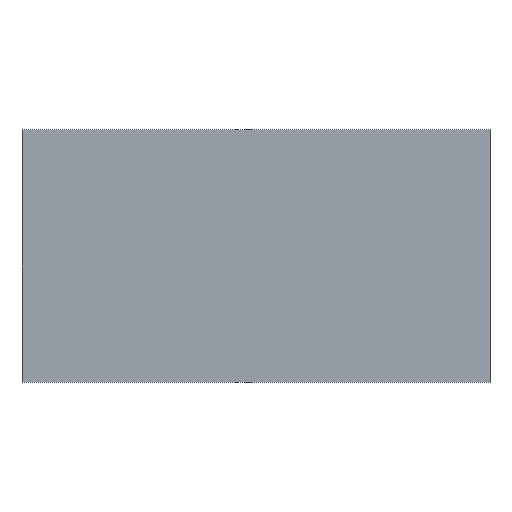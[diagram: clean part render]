
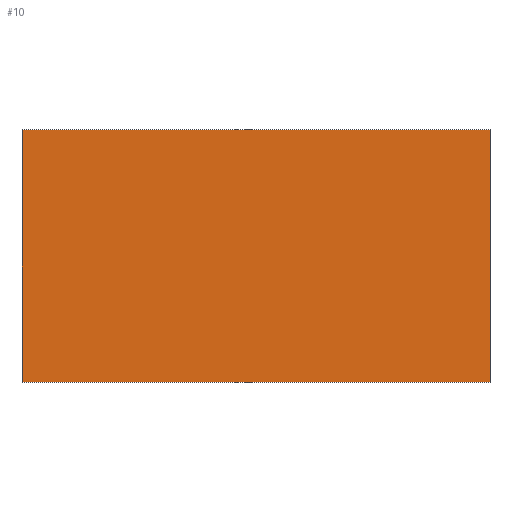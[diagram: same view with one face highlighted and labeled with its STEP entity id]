
A CAD part, top view. The second image highlights one B-rep face of the part: STEP entity #10.
In plain terms, the highlighted planar face has unit normal (0, 0, 1).
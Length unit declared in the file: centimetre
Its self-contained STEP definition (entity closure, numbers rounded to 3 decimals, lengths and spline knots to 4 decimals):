
#8 = ORIENTED_EDGE ( 'NONE', *, *, #90, .T. ) ;
#10 = ADVANCED_FACE ( 'NONE', ( #81 ), #24, .T. ) ;
#12 = LINE ( 'NONE', #44, #147 ) ;
#14 = CARTESIAN_POINT ( 'NONE',  ( 2.0706, 5.4964, 1. ) ) ;
#24 = PLANE ( 'NONE',  #86 ) ;
#25 = EDGE_CURVE ( 'NONE', #149, #117, #30, .T. ) ;
#26 = CARTESIAN_POINT ( 'NONE',  ( 0., 0., 1. ) ) ;
#27 = VERTEX_POINT ( 'NONE', #156 ) ;
#30 = LINE ( 'NONE', #58, #37 ) ;
#34 = DIRECTION ( 'NONE',  ( 0., 0., 1. ) ) ;
#37 = VECTOR ( 'NONE', #98, 100. ) ;
#44 = CARTESIAN_POINT ( 'NONE',  ( -9.2594, 5.4964, 1. ) ) ;
#51 = DIRECTION ( 'NONE',  ( 1., 0., 0. ) ) ;
#55 = CARTESIAN_POINT ( 'NONE',  ( -9.2594, 5.4964, 1. ) ) ;
#58 = CARTESIAN_POINT ( 'NONE',  ( -9.2594, 5.4964, 1. ) ) ;
#59 = LINE ( 'NONE', #99, #181 ) ;
#81 = FACE_OUTER_BOUND ( 'NONE', #164, .T. ) ;
#86 = AXIS2_PLACEMENT_3D ( 'NONE', #26, #34, #51 ) ;
#88 = CARTESIAN_POINT ( 'NONE',  ( 2.0706, -0.6255, 1. ) ) ;
#90 = EDGE_CURVE ( 'NONE', #167, #149, #59, .T. ) ;
#98 = DIRECTION ( 'NONE',  ( -1., 0., 0. ) ) ;
#99 = CARTESIAN_POINT ( 'NONE',  ( 2.0706, 5.4964, 1. ) ) ;
#105 = DIRECTION ( 'NONE',  ( 0., 1., 0. ) ) ;
#116 = CARTESIAN_POINT ( 'NONE',  ( -9.2594, -0.6255, 1. ) ) ;
#117 = VERTEX_POINT ( 'NONE', #55 ) ;
#119 = EDGE_CURVE ( 'NONE', #27, #167, #130, .T. ) ;
#124 = ORIENTED_EDGE ( 'NONE', *, *, #158, .T. ) ;
#130 = LINE ( 'NONE', #116, #162 ) ;
#147 = VECTOR ( 'NONE', #177, 100. ) ;
#149 = VERTEX_POINT ( 'NONE', #14 ) ;
#156 = CARTESIAN_POINT ( 'NONE',  ( -9.2594, -0.6255, 1. ) ) ;
#157 = DIRECTION ( 'NONE',  ( 1., 0., 0. ) ) ;
#158 = EDGE_CURVE ( 'NONE', #117, #27, #12, .T. ) ;
#162 = VECTOR ( 'NONE', #157, 100. ) ;
#164 = EDGE_LOOP ( 'NONE', ( #124, #180, #8, #184 ) ) ;
#167 = VERTEX_POINT ( 'NONE', #88 ) ;
#177 = DIRECTION ( 'NONE',  ( 0., -1., 0. ) ) ;
#180 = ORIENTED_EDGE ( 'NONE', *, *, #119, .T. ) ;
#181 = VECTOR ( 'NONE', #105, 100. ) ;
#184 = ORIENTED_EDGE ( 'NONE', *, *, #25, .T. ) ;
